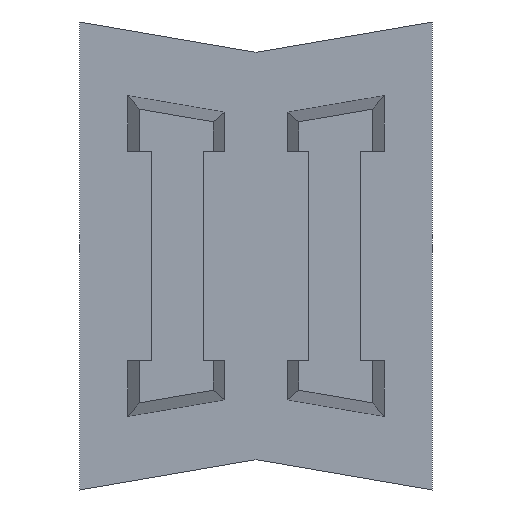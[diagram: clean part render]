
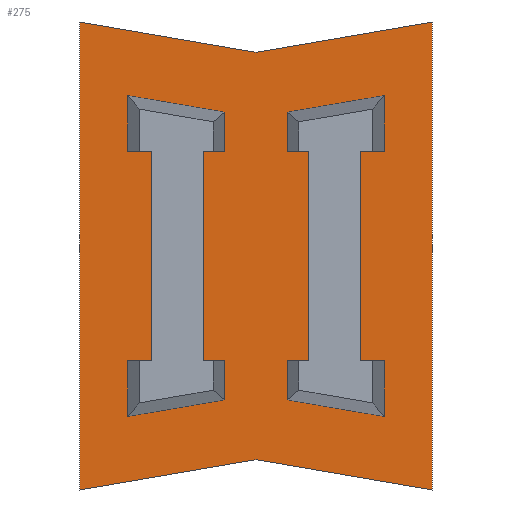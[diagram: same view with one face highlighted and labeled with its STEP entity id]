
A CAD part, left-side view. The second image highlights one B-rep face of the part: STEP entity #275.
In plain terms, the highlighted planar face has unit normal (-1, 0, 0).
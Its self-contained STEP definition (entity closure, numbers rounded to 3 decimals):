
#275=ADVANCED_FACE('',(#546,#547,#548),#549,.T.);
#546=FACE_OUTER_BOUND('',#810,.T.);
#547=FACE_BOUND('',#811,.T.);
#548=FACE_BOUND('',#812,.T.);
#549=PLANE('',#813);
#810=EDGE_LOOP('',(#1555,#1556,#1557,#1558,#1559,#1560));
#811=EDGE_LOOP('',(#1561,#1562,#1563,#1564,#1565,#1566,#1567,#1568,#1569,#1570,#1571,#1572));
#812=EDGE_LOOP('',(#1573,#1574,#1575,#1576,#1577,#1578,#1579,#1580,#1581,#1582,#1583,#1584));
#813=AXIS2_PLACEMENT_3D('',#1585,#1586,#1587);
#1555=ORIENTED_EDGE('',*,*,#1719,.T.);
#1556=ORIENTED_EDGE('',*,*,#1715,.T.);
#1557=ORIENTED_EDGE('',*,*,#1711,.T.);
#1558=ORIENTED_EDGE('',*,*,#1707,.T.);
#1559=ORIENTED_EDGE('',*,*,#1703,.T.);
#1560=ORIENTED_EDGE('',*,*,#1699,.T.);
#1561=ORIENTED_EDGE('',*,*,#1613,.T.);
#1562=ORIENTED_EDGE('',*,*,#1609,.T.);
#1563=ORIENTED_EDGE('',*,*,#1604,.T.);
#1564=ORIENTED_EDGE('',*,*,#1600,.T.);
#1565=ORIENTED_EDGE('',*,*,#1595,.T.);
#1566=ORIENTED_EDGE('',*,*,#1590,.T.);
#1567=ORIENTED_EDGE('',*,*,#1760,.T.);
#1568=ORIENTED_EDGE('',*,*,#1769,.T.);
#1569=ORIENTED_EDGE('',*,*,#1772,.T.);
#1570=ORIENTED_EDGE('',*,*,#1722,.T.);
#1571=ORIENTED_EDGE('',*,*,#1727,.T.);
#1572=ORIENTED_EDGE('',*,*,#1756,.T.);
#1573=ORIENTED_EDGE('',*,*,#1639,.T.);
#1574=ORIENTED_EDGE('',*,*,#1635,.T.);
#1575=ORIENTED_EDGE('',*,*,#1631,.T.);
#1576=ORIENTED_EDGE('',*,*,#1627,.T.);
#1577=ORIENTED_EDGE('',*,*,#1622,.T.);
#1578=ORIENTED_EDGE('',*,*,#1617,.T.);
#1579=ORIENTED_EDGE('',*,*,#1784,.T.);
#1580=ORIENTED_EDGE('',*,*,#1804,.T.);
#1581=ORIENTED_EDGE('',*,*,#1801,.T.);
#1582=ORIENTED_EDGE('',*,*,#1798,.T.);
#1583=ORIENTED_EDGE('',*,*,#1795,.T.);
#1584=ORIENTED_EDGE('',*,*,#1792,.T.);
#1585=CARTESIAN_POINT('',(-2.0,0.,0.));
#1586=DIRECTION('',(-1.0,0.0,0.0));
#1587=DIRECTION('',(0.0,0.0,1.0));
#1590=EDGE_CURVE('',#1893,#1894,#1895,.T.);
#1595=EDGE_CURVE('',#1902,#1893,#1903,.T.);
#1600=EDGE_CURVE('',#1910,#1902,#1911,.T.);
#1604=EDGE_CURVE('',#1916,#1910,#1917,.T.);
#1609=EDGE_CURVE('',#1924,#1916,#1925,.T.);
#1613=EDGE_CURVE('',#1930,#1924,#1931,.T.);
#1617=EDGE_CURVE('',#1936,#1937,#1938,.T.);
#1622=EDGE_CURVE('',#1945,#1936,#1946,.T.);
#1627=EDGE_CURVE('',#1953,#1945,#1954,.T.);
#1631=EDGE_CURVE('',#1959,#1953,#1960,.T.);
#1635=EDGE_CURVE('',#1965,#1959,#1966,.T.);
#1639=EDGE_CURVE('',#1971,#1965,#1972,.T.);
#1699=EDGE_CURVE('',#2068,#2066,#2069,.T.);
#1703=EDGE_CURVE('',#2074,#2068,#2075,.T.);
#1707=EDGE_CURVE('',#2080,#2074,#2081,.T.);
#1711=EDGE_CURVE('',#2086,#2080,#2087,.T.);
#1715=EDGE_CURVE('',#2092,#2086,#2093,.T.);
#1719=EDGE_CURVE('',#2066,#2092,#2098,.T.);
#1722=EDGE_CURVE('',#2101,#2102,#2103,.T.);
#1727=EDGE_CURVE('',#2102,#2110,#2111,.T.);
#1756=EDGE_CURVE('',#2110,#1930,#2154,.T.);
#1760=EDGE_CURVE('',#1894,#2158,#2159,.T.);
#1769=EDGE_CURVE('',#2158,#2170,#2171,.T.);
#1772=EDGE_CURVE('',#2170,#2101,#2174,.T.);
#1784=EDGE_CURVE('',#1937,#2190,#2191,.T.);
#1792=EDGE_CURVE('',#2199,#1971,#2200,.T.);
#1795=EDGE_CURVE('',#2203,#2199,#2204,.T.);
#1798=EDGE_CURVE('',#2207,#2203,#2208,.T.);
#1801=EDGE_CURVE('',#2211,#2207,#2212,.T.);
#1804=EDGE_CURVE('',#2190,#2211,#2215,.T.);
#1893=VERTEX_POINT('',#2336);
#1894=VERTEX_POINT('',#2337);
#1895=LINE('',#2338,#2339);
#1902=VERTEX_POINT('',#2349);
#1903=LINE('',#2350,#2351);
#1910=VERTEX_POINT('',#2361);
#1911=LINE('',#2362,#2363);
#1916=VERTEX_POINT('',#2370);
#1917=LINE('',#2371,#2372);
#1924=VERTEX_POINT('',#2382);
#1925=LINE('',#2383,#2384);
#1930=VERTEX_POINT('',#2391);
#1931=LINE('',#2392,#2393);
#1936=VERTEX_POINT('',#2400);
#1937=VERTEX_POINT('',#2401);
#1938=LINE('',#2402,#2403);
#1945=VERTEX_POINT('',#2413);
#1946=LINE('',#2414,#2415);
#1953=VERTEX_POINT('',#2425);
#1954=LINE('',#2426,#2427);
#1959=VERTEX_POINT('',#2434);
#1960=LINE('',#2435,#2436);
#1965=VERTEX_POINT('',#2443);
#1966=LINE('',#2444,#2445);
#1971=VERTEX_POINT('',#2452);
#1972=LINE('',#2453,#2454);
#2066=VERTEX_POINT('',#2593);
#2068=VERTEX_POINT('',#2596);
#2069=LINE('',#2597,#2598);
#2074=VERTEX_POINT('',#2605);
#2075=LINE('',#2606,#2607);
#2080=VERTEX_POINT('',#2614);
#2081=LINE('',#2615,#2616);
#2086=VERTEX_POINT('',#2623);
#2087=LINE('',#2624,#2625);
#2092=VERTEX_POINT('',#2632);
#2093=LINE('',#2633,#2634);
#2098=LINE('',#2641,#2642);
#2101=VERTEX_POINT('',#2646);
#2102=VERTEX_POINT('',#2647);
#2103=LINE('',#2648,#2649);
#2110=VERTEX_POINT('',#2659);
#2111=LINE('',#2660,#2661);
#2154=LINE('',#2726,#2727);
#2158=VERTEX_POINT('',#2732);
#2159=LINE('',#2733,#2734);
#2170=VERTEX_POINT('',#2750);
#2171=LINE('',#2751,#2752);
#2174=LINE('',#2756,#2757);
#2190=VERTEX_POINT('',#2780);
#2191=LINE('',#2781,#2782);
#2199=VERTEX_POINT('',#2793);
#2200=LINE('',#2794,#2795);
#2203=VERTEX_POINT('',#2799);
#2204=LINE('',#2800,#2801);
#2207=VERTEX_POINT('',#2805);
#2208=LINE('',#2806,#2807);
#2211=VERTEX_POINT('',#2811);
#2212=LINE('',#2812,#2813);
#2215=LINE('',#2817,#2818);
#2336=CARTESIAN_POINT('',(-2.0,-4.9,-4.0));
#2337=CARTESIAN_POINT('',(-2.0,-4.9,-6.136));
#2338=CARTESIAN_POINT('',(-2.0,-4.9,-4.0));
#2339=VECTOR('',#2996,2.136);
#2349=CARTESIAN_POINT('',(-2.0,-4.0,-4.0));
#2350=CARTESIAN_POINT('',(-2.0,-4.0,-4.0));
#2351=VECTOR('',#3000,0.9);
#2361=CARTESIAN_POINT('',(-2.0,-4.0,4.0));
#2362=CARTESIAN_POINT('',(-2.0,-4.0,4.0));
#2363=VECTOR('',#3004,8.0);
#2370=CARTESIAN_POINT('',(-2.0,-4.9,4.0));
#2371=CARTESIAN_POINT('',(-2.0,-4.9,4.0));
#2372=VECTOR('',#3007,0.9);
#2382=CARTESIAN_POINT('',(-2.0,-4.9,6.136));
#2383=CARTESIAN_POINT('',(-2.0,-4.9,6.136));
#2384=VECTOR('',#3011,2.136);
#2391=CARTESIAN_POINT('',(-2.0,-1.2,5.5));
#2392=CARTESIAN_POINT('',(-2.0,-1.2,5.5));
#2393=VECTOR('',#3014,3.754);
#2400=CARTESIAN_POINT('',(-2.0,2.0,4.0));
#2401=CARTESIAN_POINT('',(-2.0,2.0,-4.0));
#2402=CARTESIAN_POINT('',(-2.0,2.0,4.0));
#2403=VECTOR('',#3017,8.0);
#2413=CARTESIAN_POINT('',(-2.0,1.2,4.0));
#2414=CARTESIAN_POINT('',(-2.0,1.2,4.0));
#2415=VECTOR('',#3021,0.8);
#2425=CARTESIAN_POINT('',(-2.0,1.2,5.5));
#2426=CARTESIAN_POINT('',(-2.0,1.2,5.5));
#2427=VECTOR('',#3025,1.5);
#2434=CARTESIAN_POINT('',(-2.0,4.9,6.136));
#2435=CARTESIAN_POINT('',(-2.0,4.9,6.136));
#2436=VECTOR('',#3028,3.754);
#2443=CARTESIAN_POINT('',(-2.0,4.9,4.0));
#2444=CARTESIAN_POINT('',(-2.0,4.9,4.0));
#2445=VECTOR('',#3031,2.136);
#2452=CARTESIAN_POINT('',(-2.0,4.0,4.0));
#2453=CARTESIAN_POINT('',(-2.0,4.0,4.0));
#2454=VECTOR('',#3034,0.9);
#2593=CARTESIAN_POINT('',(-2.0,0.,-7.79));
#2596=CARTESIAN_POINT('',(-2.0,6.75,-8.95));
#2597=CARTESIAN_POINT('',(-2.0,6.75,-8.95));
#2598=VECTOR('',#3081,6.849);
#2605=CARTESIAN_POINT('',(-2.0,6.75,8.95));
#2606=CARTESIAN_POINT('',(-2.0,6.75,8.95));
#2607=VECTOR('',#3084,17.9);
#2614=CARTESIAN_POINT('',(-2.0,0.,7.79));
#2615=CARTESIAN_POINT('',(-2.0,0.,7.79));
#2616=VECTOR('',#3087,6.849);
#2623=CARTESIAN_POINT('',(-2.0,-6.75,8.95));
#2624=CARTESIAN_POINT('',(-2.0,-6.75,8.95));
#2625=VECTOR('',#3090,6.849);
#2632=CARTESIAN_POINT('',(-2.0,-6.75,-8.95));
#2633=CARTESIAN_POINT('',(-2.0,-6.75,-8.95));
#2634=VECTOR('',#3093,17.9);
#2641=CARTESIAN_POINT('',(-2.0,0.,-7.79));
#2642=VECTOR('',#3096,6.849);
#2646=CARTESIAN_POINT('',(-2.0,-2.0,-4.0));
#2647=CARTESIAN_POINT('',(-2.0,-2.0,4.0));
#2648=CARTESIAN_POINT('',(-2.0,-2.0,-4.0));
#2649=VECTOR('',#3098,8.0);
#2659=CARTESIAN_POINT('',(-2.0,-1.2,4.0));
#2660=CARTESIAN_POINT('',(-2.0,-2.0,4.0));
#2661=VECTOR('',#3102,0.8);
#2726=CARTESIAN_POINT('',(-2.0,-1.2,4.0));
#2727=VECTOR('',#3125,1.5);
#2732=CARTESIAN_POINT('',(-2.0,-1.2,-5.5));
#2733=CARTESIAN_POINT('',(-2.0,-4.9,-6.136));
#2734=VECTOR('',#3127,3.754);
#2750=CARTESIAN_POINT('',(-2.0,-1.2,-4.0));
#2751=CARTESIAN_POINT('',(-2.0,-1.2,-5.5));
#2752=VECTOR('',#3133,1.5);
#2756=CARTESIAN_POINT('',(-2.0,-1.2,-4.0));
#2757=VECTOR('',#3135,0.8);
#2780=CARTESIAN_POINT('',(-2.0,1.2,-4.0));
#2781=CARTESIAN_POINT('',(-2.0,2.0,-4.0));
#2782=VECTOR('',#3143,0.8);
#2793=CARTESIAN_POINT('',(-2.0,4.0,-4.0));
#2794=CARTESIAN_POINT('',(-2.0,4.0,-4.0));
#2795=VECTOR('',#3147,8.0);
#2799=CARTESIAN_POINT('',(-2.0,4.9,-4.0));
#2800=CARTESIAN_POINT('',(-2.0,4.9,-4.0));
#2801=VECTOR('',#3149,0.9);
#2805=CARTESIAN_POINT('',(-2.0,4.9,-6.136));
#2806=CARTESIAN_POINT('',(-2.0,4.9,-6.136));
#2807=VECTOR('',#3151,2.136);
#2811=CARTESIAN_POINT('',(-2.0,1.2,-5.5));
#2812=CARTESIAN_POINT('',(-2.0,1.2,-5.5));
#2813=VECTOR('',#3153,3.754);
#2817=CARTESIAN_POINT('',(-2.0,1.2,-4.0));
#2818=VECTOR('',#3155,1.5);
#2996=DIRECTION('',(0.0,0.0,-1.0));
#3000=DIRECTION('',(0.0,-1.0,0.0));
#3004=DIRECTION('',(0.0,0.0,-1.0));
#3007=DIRECTION('',(0.0,1.0,0.0));
#3011=DIRECTION('',(0.0,0.0,-1.0));
#3014=DIRECTION('',(0.,-0.986,0.169));
#3017=DIRECTION('',(0.0,0.0,-1.0));
#3021=DIRECTION('',(0.0,1.0,0.0));
#3025=DIRECTION('',(0.0,0.0,-1.0));
#3028=DIRECTION('',(0.,-0.986,-0.169));
#3031=DIRECTION('',(0.0,0.0,1.0));
#3034=DIRECTION('',(0.0,1.0,0.0));
#3081=DIRECTION('',(0.,-0.986,0.169));
#3084=DIRECTION('',(0.0,0.0,-1.0));
#3087=DIRECTION('',(0.,0.986,0.169));
#3090=DIRECTION('',(0.,0.986,-0.169));
#3093=DIRECTION('',(0.0,0.0,1.0));
#3096=DIRECTION('',(0.,-0.986,-0.169));
#3098=DIRECTION('',(0.0,0.0,1.0));
#3102=DIRECTION('',(0.0,1.0,0.0));
#3125=DIRECTION('',(0.0,0.0,1.0));
#3127=DIRECTION('',(0.,0.986,0.169));
#3133=DIRECTION('',(0.0,0.0,1.0));
#3135=DIRECTION('',(0.0,-1.0,0.0));
#3143=DIRECTION('',(0.0,-1.0,0.0));
#3147=DIRECTION('',(0.0,0.0,1.0));
#3149=DIRECTION('',(0.0,-1.0,0.0));
#3151=DIRECTION('',(0.0,0.0,1.0));
#3153=DIRECTION('',(0.,0.986,-0.169));
#3155=DIRECTION('',(0.0,0.0,-1.0));
